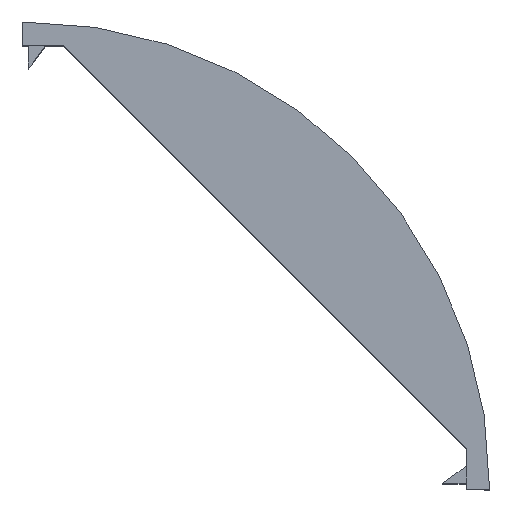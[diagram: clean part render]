
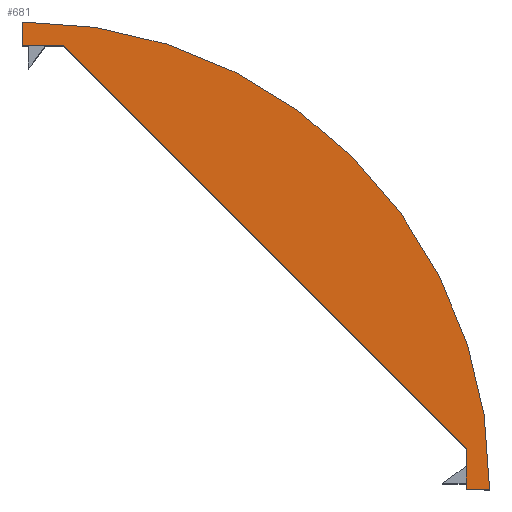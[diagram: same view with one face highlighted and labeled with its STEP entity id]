
A CAD part, top view. The second image highlights one B-rep face of the part: STEP entity #681.
In plain terms, the highlighted planar face has unit normal (0, 0, 1).
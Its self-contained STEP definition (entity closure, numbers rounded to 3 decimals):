
#14 = DIRECTION ( 'NONE',  ( 1., 0., 0. ) ) ;
#34 = VECTOR ( 'NONE', #304, 1000. ) ;
#76 = PLANE ( 'NONE',  #381 ) ;
#77 = VERTEX_POINT ( 'NONE', #694 ) ;
#103 = LINE ( 'NONE', #311, #996 ) ;
#104 = LINE ( 'NONE', #708, #34 ) ;
#125 = VERTEX_POINT ( 'NONE', #1171 ) ;
#195 = VECTOR ( 'NONE', #1118, 1000. ) ;
#200 = ORIENTED_EDGE ( 'NONE', *, *, #415, .T. ) ;
#235 = AXIS2_PLACEMENT_3D ( 'NONE', #620, #1025, #1225 ) ;
#268 = EDGE_CURVE ( 'NONE', #829, #1218, #104, .T. ) ;
#273 = EDGE_LOOP ( 'NONE', ( #793, #200, #1045, #846, #347, #767 ) ) ;
#288 = LINE ( 'NONE', #901, #616 ) ;
#304 = DIRECTION ( 'NONE',  ( 0., -1., 0. ) ) ;
#311 = CARTESIAN_POINT ( 'NONE',  ( 80.151, 0., 75. ) ) ;
#341 = CARTESIAN_POINT ( 'NONE',  ( 0., 80.151, 75. ) ) ;
#347 = ORIENTED_EDGE ( 'NONE', *, *, #268, .T. ) ;
#357 = EDGE_CURVE ( 'NONE', #582, #77, #546, .T. ) ;
#381 = AXIS2_PLACEMENT_3D ( 'NONE', #977, #461, #1154 ) ;
#415 = EDGE_CURVE ( 'NONE', #77, #1085, #714, .T. ) ;
#458 = CARTESIAN_POINT ( 'NONE',  ( 80.151, 0., 75. ) ) ;
#461 = DIRECTION ( 'NONE',  ( 0., 0., -1. ) ) ;
#526 = VECTOR ( 'NONE', #1162, 1000. ) ;
#546 = CIRCLE ( 'NONE', #235, 79.683 ) ;
#582 = VERTEX_POINT ( 'NONE', #458 ) ;
#616 = VECTOR ( 'NONE', #14, 1000. ) ;
#620 = CARTESIAN_POINT ( 'NONE',  ( 0.469, 0.469, 75. ) ) ;
#681 = ADVANCED_FACE ( 'NONE', ( #1261 ), #76, .F. ) ;
#694 = CARTESIAN_POINT ( 'NONE',  ( 0., 80.151, 75. ) ) ;
#708 = CARTESIAN_POINT ( 'NONE',  ( 76.151, 0., 75. ) ) ;
#714 = LINE ( 'NONE', #341, #195 ) ;
#748 = EDGE_CURVE ( 'NONE', #1085, #125, #288, .T. ) ;
#767 = ORIENTED_EDGE ( 'NONE', *, *, #773, .T. ) ;
#773 = EDGE_CURVE ( 'NONE', #1218, #582, #103, .T. ) ;
#793 = ORIENTED_EDGE ( 'NONE', *, *, #357, .T. ) ;
#821 = LINE ( 'NONE', #1268, #526 ) ;
#829 = VERTEX_POINT ( 'NONE', #1120 ) ;
#846 = ORIENTED_EDGE ( 'NONE', *, *, #1250, .T. ) ;
#901 = CARTESIAN_POINT ( 'NONE',  ( 0., 76.151, 75. ) ) ;
#977 = CARTESIAN_POINT ( 'NONE',  ( 0.469, 0.469, 75. ) ) ;
#996 = VECTOR ( 'NONE', #1197, 1000. ) ;
#1025 = DIRECTION ( 'NONE',  ( 0., 0., 1. ) ) ;
#1030 = CARTESIAN_POINT ( 'NONE',  ( 76.151, 0., 75. ) ) ;
#1045 = ORIENTED_EDGE ( 'NONE', *, *, #748, .T. ) ;
#1085 = VERTEX_POINT ( 'NONE', #1188 ) ;
#1118 = DIRECTION ( 'NONE',  ( 0., -1., 0. ) ) ;
#1120 = CARTESIAN_POINT ( 'NONE',  ( 76.151, 7., 75. ) ) ;
#1154 = DIRECTION ( 'NONE',  ( -1., 0., 0. ) ) ;
#1162 = DIRECTION ( 'NONE',  ( 0.707, -0.707, 0. ) ) ;
#1171 = CARTESIAN_POINT ( 'NONE',  ( 7., 76.151, 75. ) ) ;
#1188 = CARTESIAN_POINT ( 'NONE',  ( 0., 76.151, 75. ) ) ;
#1197 = DIRECTION ( 'NONE',  ( 1., 0., 0. ) ) ;
#1218 = VERTEX_POINT ( 'NONE', #1030 ) ;
#1225 = DIRECTION ( 'NONE',  ( -1., 0., 0. ) ) ;
#1250 = EDGE_CURVE ( 'NONE', #125, #829, #821, .T. ) ;
#1261 = FACE_OUTER_BOUND ( 'NONE', #273, .T. ) ;
#1268 = CARTESIAN_POINT ( 'NONE',  ( 7., 76.151, 75. ) ) ;
